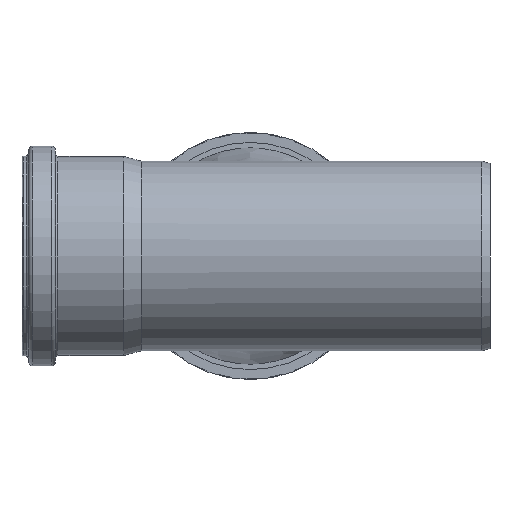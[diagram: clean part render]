
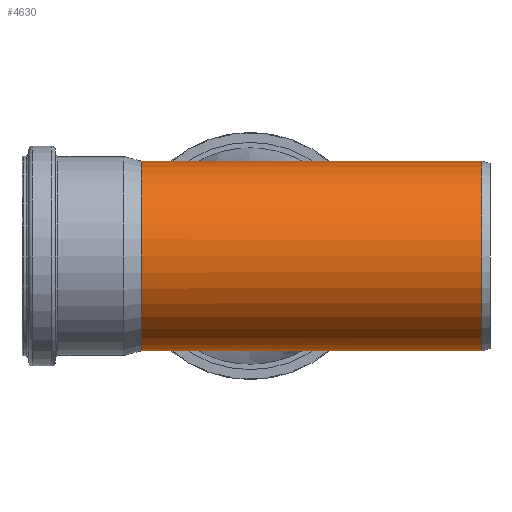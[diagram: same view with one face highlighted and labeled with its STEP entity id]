
A CAD part, left-side view. The second image highlights one B-rep face of the part: STEP entity #4630.
In plain terms, the highlighted cylindrical face has radius 45.1 mm (diameter 90.2 mm), a full revolution.
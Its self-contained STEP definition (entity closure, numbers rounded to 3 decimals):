
#766=B_SPLINE_CURVE_WITH_KNOTS('',3,(#7066,#7067,#7068,#7069),
 .UNSPECIFIED.,.F.,.F.,(4,4),(-30.611,-29.948),
 .UNSPECIFIED.);
#772=B_SPLINE_CURVE_WITH_KNOTS('',3,(#7121,#7122,#7123,#7124),
 .UNSPECIFIED.,.F.,.F.,(4,4),(-32.834,-32.171),
 .UNSPECIFIED.);
#776=B_SPLINE_CURVE_WITH_KNOTS('',3,(#7186,#7187,#7188,#7189,#7190,#7191),
 .UNSPECIFIED.,.F.,.F.,(4,1,1,4),(-32.834,-32.009,-31.185,
-29.948),.UNSPECIFIED.);
#779=B_SPLINE_CURVE_WITH_KNOTS('',3,(#7308,#7309,#7310,#7311,#7312,#7313,
#7314,#7315,#7316,#7317,#7318,#7319,#7320,#7321,#7322,#7323,#7324,#7325,
#7326),.UNSPECIFIED.,.F.,.F.,(4,1,1,1,1,1,1,1,1,1,1,1,1,1,1,1,4),(-16.091,
-15.017,-13.942,-11.794,-10.72,
-9.645,-9.287,-8.929,-8.571,
-8.213,-7.497,-7.139,-6.781,-5.349,
-3.2,-2.126,-1.052),.UNSPECIFIED.);
#783=B_SPLINE_CURVE_WITH_KNOTS('',3,(#7465,#7466,#7467,#7468,#7469,#7470,
#7471,#7472,#7473,#7474,#7475,#7476,#7477,#7478,#7479,#7480,#7481,#7482,
#7483),.UNSPECIFIED.,.F.,.F.,(4,1,1,1,1,1,1,1,1,1,1,1,1,1,1,1,4),(-16.091,
-15.017,-13.942,-11.794,-10.72,
-9.645,-8.929,-8.571,-8.213,
-7.855,-7.497,-6.781,-6.065,
-5.349,-3.2,-2.126,-1.052),
 .UNSPECIFIED.);
#835=CYLINDRICAL_SURFACE('',#4907,45.1);
#1034=FACE_BOUND('',#1377,.T.);
#1100=FACE_OUTER_BOUND('',#1376,.T.);
#1376=EDGE_LOOP('',(#3222));
#1377=EDGE_LOOP('',(#3223,#3224,#3225,#3226,#3227,#3228));
#1704=CIRCLE('',#4908,45.1);
#1705=CIRCLE('',#4909,45.1);
#2016=VERTEX_POINT('',#7023);
#2017=VERTEX_POINT('',#7024);
#2018=VERTEX_POINT('',#7065);
#2023=VERTEX_POINT('',#7104);
#2027=VERTEX_POINT('',#7168);
#2028=VERTEX_POINT('',#7185);
#2034=VERTEX_POINT('',#7530);
#2499=EDGE_CURVE('',#2016,#2018,#766,.T.);
#2505=EDGE_CURVE('',#2023,#2017,#772,.T.);
#2509=EDGE_CURVE('',#2027,#2028,#776,.T.);
#2512=EDGE_CURVE('',#2018,#2027,#779,.T.);
#2516=EDGE_CURVE('',#2028,#2023,#783,.T.);
#2521=EDGE_CURVE('',#2034,#2034,#1704,.T.);
#2522=EDGE_CURVE('',#2016,#2017,#1705,.T.);
#3222=ORIENTED_EDGE('',*,*,#2521,.F.);
#3223=ORIENTED_EDGE('',*,*,#2505,.F.);
#3224=ORIENTED_EDGE('',*,*,#2516,.F.);
#3225=ORIENTED_EDGE('',*,*,#2509,.F.);
#3226=ORIENTED_EDGE('',*,*,#2512,.F.);
#3227=ORIENTED_EDGE('',*,*,#2499,.F.);
#3228=ORIENTED_EDGE('',*,*,#2522,.T.);
#4630=ADVANCED_FACE('',(#1100,#1034),#835,.T.);
#4907=AXIS2_PLACEMENT_3D('',#7529,#5496,#5497);
#4908=AXIS2_PLACEMENT_3D('',#7531,#5498,#5499);
#4909=AXIS2_PLACEMENT_3D('',#7532,#5500,#5501);
#5496=DIRECTION('center_axis',(0.,-1.,0.));
#5497=DIRECTION('ref_axis',(1.,0.,0.));
#5498=DIRECTION('center_axis',(0.,-1.,0.));
#5499=DIRECTION('ref_axis',(1.,0.,0.));
#5500=DIRECTION('center_axis',(0.,-1.,0.));
#5501=DIRECTION('ref_axis',(1.,0.,0.));
#7023=CARTESIAN_POINT('',(44.461,0.843,7.565));
#7024=CARTESIAN_POINT('',(44.459,0.841,-7.563));
#7065=CARTESIAN_POINT('',(42.96,-0.497,13.728));
#7066=CARTESIAN_POINT('Ctrl Pts',(44.461,0.843,7.564));
#7067=CARTESIAN_POINT('Ctrl Pts',(44.102,0.521,9.673));
#7068=CARTESIAN_POINT('Ctrl Pts',(43.596,0.069,11.737));
#7069=CARTESIAN_POINT('Ctrl Pts',(42.96,-0.497,13.728));
#7104=CARTESIAN_POINT('',(42.96,-0.497,-13.728));
#7121=CARTESIAN_POINT('Ctrl Pts',(42.96,-0.497,-13.728));
#7122=CARTESIAN_POINT('Ctrl Pts',(43.596,0.068,-11.737));
#7123=CARTESIAN_POINT('Ctrl Pts',(44.1,0.519,-9.672));
#7124=CARTESIAN_POINT('Ctrl Pts',(44.459,0.841,-7.564));
#7168=CARTESIAN_POINT('',(42.96,-101.469,13.728));
#7185=CARTESIAN_POINT('',(42.96,-101.469,-13.728));
#7186=CARTESIAN_POINT('Ctrl Pts',(42.96,-101.469,13.728));
#7187=CARTESIAN_POINT('Ctrl Pts',(43.751,-102.173,11.252));
#7188=CARTESIAN_POINT('Ctrl Pts',(44.93,-103.229,6.075));
#7189=CARTESIAN_POINT('Ctrl Pts',(45.36,-103.617,-3.388));
#7190=CARTESIAN_POINT('Ctrl Pts',(44.147,-102.524,-10.015));
#7191=CARTESIAN_POINT('Ctrl Pts',(42.96,-101.469,-13.728));
#7308=CARTESIAN_POINT('Ctrl Pts',(42.96,-0.497,13.728));
#7309=CARTESIAN_POINT('Ctrl Pts',(41.944,-1.59,16.906));
#7310=CARTESIAN_POINT('Ctrl Pts',(39.276,-4.46,22.812));
#7311=CARTESIAN_POINT('Ctrl Pts',(32.237,-12.134,32.455));
#7312=CARTESIAN_POINT('Ctrl Pts',(23.664,-21.608,38.931));
#7313=CARTESIAN_POINT('Ctrl Pts',(14.925,-32.114,42.745));
#7314=CARTESIAN_POINT('Ctrl Pts',(10.078,-38.765,44.013));
#7315=CARTESIAN_POINT('Ctrl Pts',(7.348,-44.028,44.505));
#7316=CARTESIAN_POINT('Ctrl Pts',(6.16,-47.406,44.68));
#7317=CARTESIAN_POINT('Ctrl Pts',(5.69,-50.982,44.739));
#7318=CARTESIAN_POINT('Ctrl Pts',(6.317,-55.759,44.661));
#7319=CARTESIAN_POINT('Ctrl Pts',(8.362,-60.104,44.35));
#7320=CARTESIAN_POINT('Ctrl Pts',(10.846,-64.098,43.791));
#7321=CARTESIAN_POINT('Ctrl Pts',(14.9,-69.843,42.696));
#7322=CARTESIAN_POINT('Ctrl Pts',(22.969,-79.564,39.471));
#7323=CARTESIAN_POINT('Ctrl Pts',(32.228,-89.834,32.455));
#7324=CARTESIAN_POINT('Ctrl Pts',(39.28,-97.505,22.812));
#7325=CARTESIAN_POINT('Ctrl Pts',(41.944,-100.376,16.906));
#7326=CARTESIAN_POINT('Ctrl Pts',(42.96,-101.469,13.728));
#7465=CARTESIAN_POINT('Ctrl Pts',(42.96,-101.469,-13.728));
#7466=CARTESIAN_POINT('Ctrl Pts',(41.944,-100.376,-16.906));
#7467=CARTESIAN_POINT('Ctrl Pts',(39.277,-97.507,-22.812));
#7468=CARTESIAN_POINT('Ctrl Pts',(32.236,-89.831,-32.455));
#7469=CARTESIAN_POINT('Ctrl Pts',(23.667,-80.363,-38.931));
#7470=CARTESIAN_POINT('Ctrl Pts',(14.921,-69.847,-42.746));
#7471=CARTESIAN_POINT('Ctrl Pts',(9.396,-62.263,-44.194));
#7472=CARTESIAN_POINT('Ctrl Pts',(6.316,-55.762,-44.661));
#7473=CARTESIAN_POINT('Ctrl Pts',(5.69,-50.98,-44.739));
#7474=CARTESIAN_POINT('Ctrl Pts',(6.158,-47.406,-44.68));
#7475=CARTESIAN_POINT('Ctrl Pts',(7.349,-44.029,-44.505));
#7476=CARTESIAN_POINT('Ctrl Pts',(9.523,-39.812,-44.112));
#7477=CARTESIAN_POINT('Ctrl Pts',(12.829,-34.951,-43.31));
#7478=CARTESIAN_POINT('Ctrl Pts',(17.11,-29.474,-41.816));
#7479=CARTESIAN_POINT('Ctrl Pts',(24.383,-20.82,-38.392));
#7480=CARTESIAN_POINT('Ctrl Pts',(32.235,-12.133,-32.455));
#7481=CARTESIAN_POINT('Ctrl Pts',(39.277,-4.461,-22.812));
#7482=CARTESIAN_POINT('Ctrl Pts',(41.944,-1.59,-16.906));
#7483=CARTESIAN_POINT('Ctrl Pts',(42.96,-0.497,-13.728));
#7529=CARTESIAN_POINT('Origin',(0.,0.422,
0.));
#7530=CARTESIAN_POINT('',(45.1,-160.983,0.));
#7531=CARTESIAN_POINT('Origin',(0.,-160.983,0.));
#7532=CARTESIAN_POINT('Origin',(0.,0.843,
0.));
